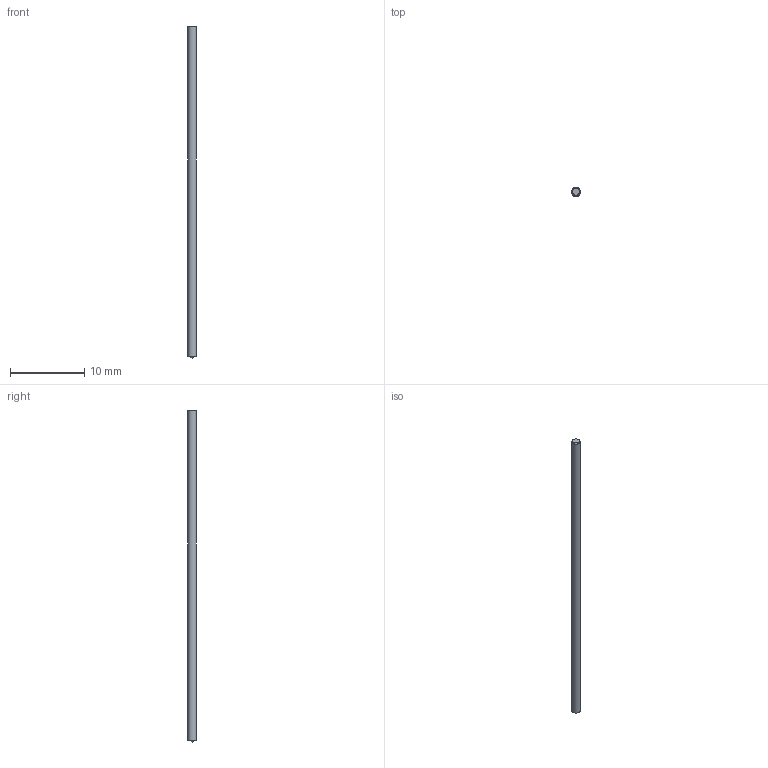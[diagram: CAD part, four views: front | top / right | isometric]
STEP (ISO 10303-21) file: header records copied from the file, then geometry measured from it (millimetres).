
FILE_DESCRIPTION (( 'STEP AP214' ), '1' );
FILE_NAME ('03-0339.STEP', '2020-07-27T04:49:05', ( '' ), ( '' ), 'SwSTEP 2.0', 'SolidWorks 2014', '' );
FILE_SCHEMA (( 'AUTOMOTIVE_DESIGN' ));
Length unit declared in the file: millimetre
Products named in the file (2): 03-0339
Bounding box: 1.18 x 1.18 x 44.69 mm (x, y, z)
Volume: 48.8 mm3; surface area: 166.9 mm2
Topology: 1 solids, 1 shells, 4 faces, 9 edges, 7 vertices
Faces by surface type: cone 2, plane 1, cylinder 1
Full cylindrical faces by diameter (mm): 1.181 x1
Entity records: 179 total; most frequent: CARTESIAN_POINT 63, DIRECTION 18, AXIS2_PLACEMENT_3D 9, ORIENTED_EDGE 6, EDGE_LOOP 6, FACE_OUTER_BOUND 5, APPLICATION_CONTEXT 4, APPLICATION_PROTOCOL_DEFINITION 4
